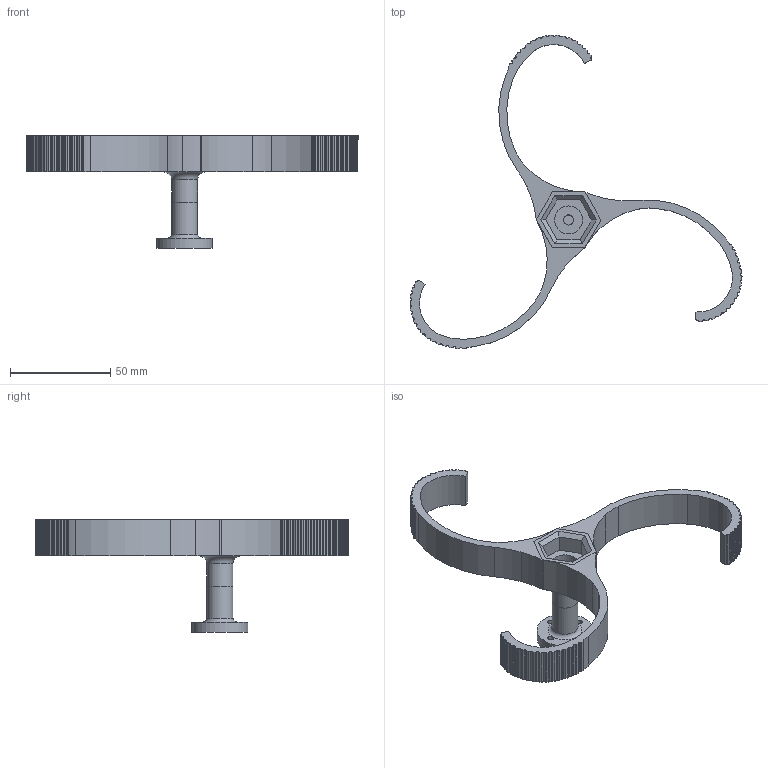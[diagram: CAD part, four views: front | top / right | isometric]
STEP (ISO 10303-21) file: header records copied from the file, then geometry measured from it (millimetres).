
FILE_DESCRIPTION(/* description */ (''),/* implementation_level */ '2;1');
FILE_NAME(/* name */ 'RIGHT MIDDLE curvature 1 assembly.stp',/* time_stamp */ '2025-09-23T15:59:15+09:30',/* author */ ('a1827280'),/* organization */ (''),/* preprocessor_version */ 'ST-DEVELOPER v20',/* originating_system */ 'Autodesk Inventor 2025',/* authorisation */ '');
FILE_SCHEMA (('AUTOMOTIVE_DESIGN { 1 0 10303 214 3 1 1 }'));
Length unit declared in the file: millimetre
Products named in the file (4): RIGHT MIDDLE curvature 1 assembly; wheel hub proto V3 middle; part to motor attachment (middle); heart 1
Assembly tree (5 placements, depth 2):
  RIGHT MIDDLE curvature 1 assembly
    wheel hub proto V3 middle
    part to motor attachment (middle)
    heart 1  x3
Bounding box: 165.85 x 156.73 x 56 mm (x, y, z)
Volume: 48746.4 mm3; surface area: 27794.9 mm2
Topology: 5 solids, 5 shells, 312 faces, 891 edges, 591 vertices
Faces by surface type: cylinder 220, plane 90, torus 2
Full cylindrical faces by diameter (mm): 3 x4, 5 x1, 5.1 x1, 13 x2, 14 x1, 28 x1
Entity records: 4389 total; most frequent: DIRECTION 807, CARTESIAN_POINT 731, ORIENTED_EDGE 714, EDGE_CURVE 357, AXIS2_PLACEMENT_3D 311, VERTEX_POINT 234, LINE 185, VECTOR 185
